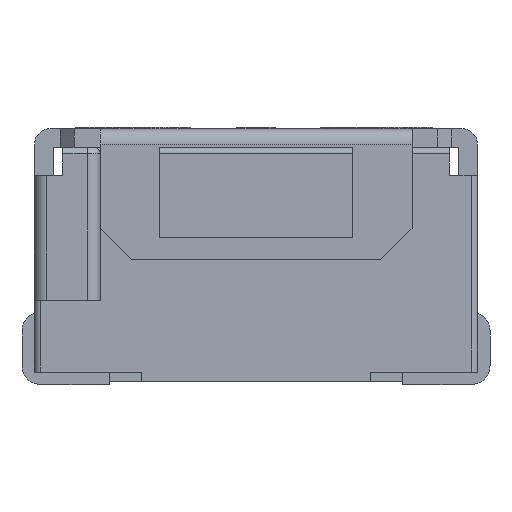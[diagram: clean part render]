
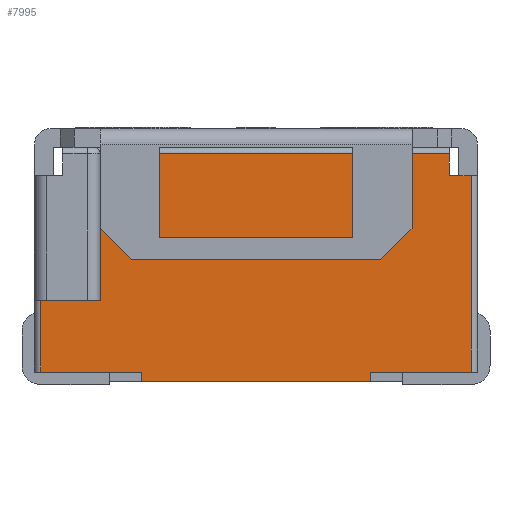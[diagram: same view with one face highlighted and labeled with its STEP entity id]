
A CAD part, front view. The second image highlights one B-rep face of the part: STEP entity #7995.
In plain terms, the highlighted planar face has unit normal (0, -1, 0).
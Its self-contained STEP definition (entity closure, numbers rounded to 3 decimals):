
#2623 = VERTEX_POINT('',#2624);
#2624 = CARTESIAN_POINT('',(-2.5,-3.22,1.35));
#2630 = EDGE_CURVE('',#2623,#2631,#2633,.T.);
#2631 = VERTEX_POINT('',#2632);
#2632 = CARTESIAN_POINT('',(-2.5,-3.22,3.7));
#2633 = LINE('',#2634,#2635);
#2634 = CARTESIAN_POINT('',(-2.5,-3.22,1.35));
#2635 = VECTOR('',#2636,1.);
#2636 = DIRECTION('',(0.,0.,1.));
#2734 = EDGE_CURVE('',#2631,#2735,#2737,.T.);
#2735 = VERTEX_POINT('',#2736);
#2736 = CARTESIAN_POINT('',(3.1,-3.22,3.7));
#2737 = LINE('',#2738,#2739);
#2738 = CARTESIAN_POINT('',(-2.5,-3.22,3.7));
#2739 = VECTOR('',#2740,1.);
#2740 = DIRECTION('',(1.,0.,0.));
#7995 = ADVANCED_FACE('',(#7996),#8078,.F.);
#7996 = FACE_BOUND('',#7997,.F.);
#7997 = EDGE_LOOP('',(#7998,#7999,#8000,#8008,#8016,#8024,#8032,#8040,
#8048,#8056,#8064,#8072));
#7998 = ORIENTED_EDGE('',*,*,#2630,.T.);
#7999 = ORIENTED_EDGE('',*,*,#2734,.T.);
#8000 = ORIENTED_EDGE('',*,*,#8001,.T.);
#8001 = EDGE_CURVE('',#2735,#8002,#8004,.T.);
#8002 = VERTEX_POINT('',#8003);
#8003 = CARTESIAN_POINT('',(3.1,-3.22,3.35));
#8004 = LINE('',#8005,#8006);
#8005 = CARTESIAN_POINT('',(3.1,-3.22,1.925));
#8006 = VECTOR('',#8007,1.);
#8007 = DIRECTION('',(0.,0.,-1.));
#8008 = ORIENTED_EDGE('',*,*,#8009,.F.);
#8009 = EDGE_CURVE('',#8010,#8002,#8012,.T.);
#8010 = VERTEX_POINT('',#8011);
#8011 = CARTESIAN_POINT('',(3.45,-3.22,3.35));
#8012 = LINE('',#8013,#8014);
#8013 = CARTESIAN_POINT('',(-0.113,-3.22,3.35));
#8014 = VECTOR('',#8015,1.);
#8015 = DIRECTION('',(-1.,0.,0.));
#8016 = ORIENTED_EDGE('',*,*,#8017,.F.);
#8017 = EDGE_CURVE('',#8018,#8010,#8020,.T.);
#8018 = VERTEX_POINT('',#8019);
#8019 = CARTESIAN_POINT('',(3.45,-3.22,0.2));
#8020 = LINE('',#8021,#8022);
#8021 = CARTESIAN_POINT('',(3.45,-3.22,0.05));
#8022 = VECTOR('',#8023,1.);
#8023 = DIRECTION('',(0.,0.,1.));
#8024 = ORIENTED_EDGE('',*,*,#8025,.F.);
#8025 = EDGE_CURVE('',#8026,#8018,#8028,.T.);
#8026 = VERTEX_POINT('',#8027);
#8027 = CARTESIAN_POINT('',(1.83,-3.22,0.2));
#8028 = LINE('',#8029,#8030);
#8029 = CARTESIAN_POINT('',(1.83,-3.22,0.2));
#8030 = VECTOR('',#8031,1.);
#8031 = DIRECTION('',(1.,0.,0.));
#8032 = ORIENTED_EDGE('',*,*,#8033,.F.);
#8033 = EDGE_CURVE('',#8034,#8026,#8036,.T.);
#8034 = VERTEX_POINT('',#8035);
#8035 = CARTESIAN_POINT('',(1.83,-3.22,0.05));
#8036 = LINE('',#8037,#8038);
#8037 = CARTESIAN_POINT('',(1.83,-3.22,0.05));
#8038 = VECTOR('',#8039,1.);
#8039 = DIRECTION('',(0.,0.,1.));
#8040 = ORIENTED_EDGE('',*,*,#8041,.F.);
#8041 = EDGE_CURVE('',#8042,#8034,#8044,.T.);
#8042 = VERTEX_POINT('',#8043);
#8043 = CARTESIAN_POINT('',(-1.83,-3.22,0.05));
#8044 = LINE('',#8045,#8046);
#8045 = CARTESIAN_POINT('',(-3.55,-3.22,0.05));
#8046 = VECTOR('',#8047,1.);
#8047 = DIRECTION('',(1.,0.,0.));
#8048 = ORIENTED_EDGE('',*,*,#8049,.T.);
#8049 = EDGE_CURVE('',#8042,#8050,#8052,.T.);
#8050 = VERTEX_POINT('',#8051);
#8051 = CARTESIAN_POINT('',(-1.83,-3.22,0.2));
#8052 = LINE('',#8053,#8054);
#8053 = CARTESIAN_POINT('',(-1.83,-3.22,0.05));
#8054 = VECTOR('',#8055,1.);
#8055 = DIRECTION('',(0.,0.,1.));
#8056 = ORIENTED_EDGE('',*,*,#8057,.F.);
#8057 = EDGE_CURVE('',#8058,#8050,#8060,.T.);
#8058 = VERTEX_POINT('',#8059);
#8059 = CARTESIAN_POINT('',(-3.45,-3.22,0.2));
#8060 = LINE('',#8061,#8062);
#8061 = CARTESIAN_POINT('',(-3.55,-3.22,0.2));
#8062 = VECTOR('',#8063,1.);
#8063 = DIRECTION('',(1.,0.,0.));
#8064 = ORIENTED_EDGE('',*,*,#8065,.T.);
#8065 = EDGE_CURVE('',#8058,#8066,#8068,.T.);
#8066 = VERTEX_POINT('',#8067);
#8067 = CARTESIAN_POINT('',(-3.45,-3.22,1.35));
#8068 = LINE('',#8069,#8070);
#8069 = CARTESIAN_POINT('',(-3.45,-3.22,0.05));
#8070 = VECTOR('',#8071,1.);
#8071 = DIRECTION('',(0.,0.,1.));
#8072 = ORIENTED_EDGE('',*,*,#8073,.T.);
#8073 = EDGE_CURVE('',#8066,#2623,#8074,.T.);
#8074 = LINE('',#8075,#8076);
#8075 = CARTESIAN_POINT('',(-3.55,-3.22,1.35));
#8076 = VECTOR('',#8077,1.);
#8077 = DIRECTION('',(1.,0.,-0.));
#8078 = PLANE('',#8079);
#8079 = AXIS2_PLACEMENT_3D('',#8080,#8081,#8082);
#8080 = CARTESIAN_POINT('',(-3.55,-3.22,0.05));
#8081 = DIRECTION('',(0.,1.,0.));
#8082 = DIRECTION('',(1.,0.,0.));
